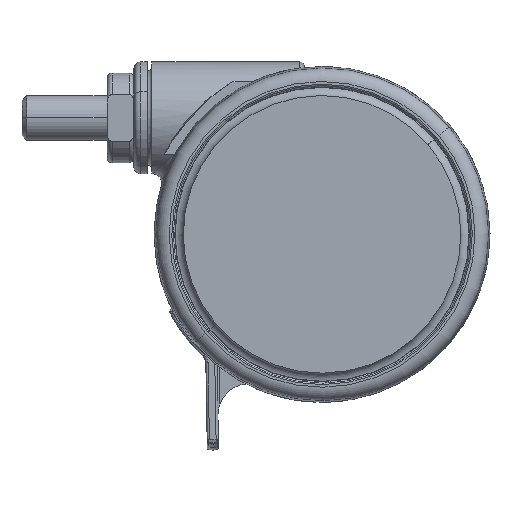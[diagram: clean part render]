
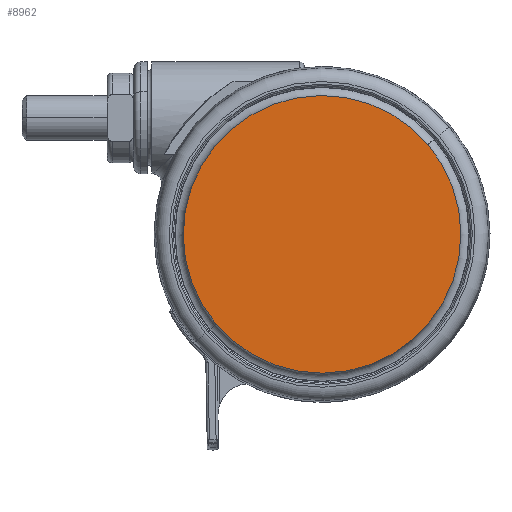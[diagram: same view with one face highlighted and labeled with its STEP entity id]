
A CAD part, left-side view. The second image highlights one B-rep face of the part: STEP entity #8962.
In plain terms, the highlighted face is planar.
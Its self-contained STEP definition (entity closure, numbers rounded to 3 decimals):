
#3231 = FACE_OUTER_BOUND ( 'NONE', #24474, .T. ) ;
#6063 = AXIS2_PLACEMENT_3D ( 'NONE', #41617, #7489, #47339 ) ;
#7489 = DIRECTION ( 'NONE',  ( 0., 0., -1. ) ) ;
#8962 = ADVANCED_FACE ( 'NONE', ( #3231 ), #9439, .F. ) ;
#9439 = PLANE ( 'NONE',  #42373 ) ;
#16390 = EDGE_CURVE ( 'NONE', #25517, #51684, #48361, .T. ) ;
#24474 = EDGE_LOOP ( 'NONE', ( #26534, #31925 ) ) ;
#25517 = VERTEX_POINT ( 'NONE', #67993 ) ;
#26534 = ORIENTED_EDGE ( 'NONE', *, *, #70974, .T. ) ;
#31925 = ORIENTED_EDGE ( 'NONE', *, *, #16390, .T. ) ;
#32390 = DIRECTION ( 'NONE',  ( 0.998, -0.056, 0. ) ) ;
#32779 = DIRECTION ( 'NONE',  ( 0., 0., -1. ) ) ;
#36497 = CARTESIAN_POINT ( 'NONE',  ( -30.951, 1.75, -47.7 ) ) ;
#41617 = CARTESIAN_POINT ( 'NONE',  ( 0., 0., -47.7 ) ) ;
#42373 = AXIS2_PLACEMENT_3D ( 'NONE', #60696, #66432, #32390 ) ;
#47339 = DIRECTION ( 'NONE',  ( -0.998, 0.056, 0. ) ) ;
#48361 = CIRCLE ( 'NONE', #52360, 31. ) ;
#51684 = VERTEX_POINT ( 'NONE', #36497 ) ;
#52360 = AXIS2_PLACEMENT_3D ( 'NONE', #66856, #32779, #72589 ) ;
#55266 = CIRCLE ( 'NONE', #6063, 31. ) ;
#60696 = CARTESIAN_POINT ( 'NONE',  ( 1.75, 30.951, -47.7 ) ) ;
#66432 = DIRECTION ( 'NONE',  ( 0., 0., 1. ) ) ;
#66856 = CARTESIAN_POINT ( 'NONE',  ( 0., 0., -47.7 ) ) ;
#67993 = CARTESIAN_POINT ( 'NONE',  ( 30.951, -1.75, -47.7 ) ) ;
#70974 = EDGE_CURVE ( 'NONE', #51684, #25517, #55266, .T. ) ;
#72589 = DIRECTION ( 'NONE',  ( -0.998, 0.056, 0. ) ) ;
